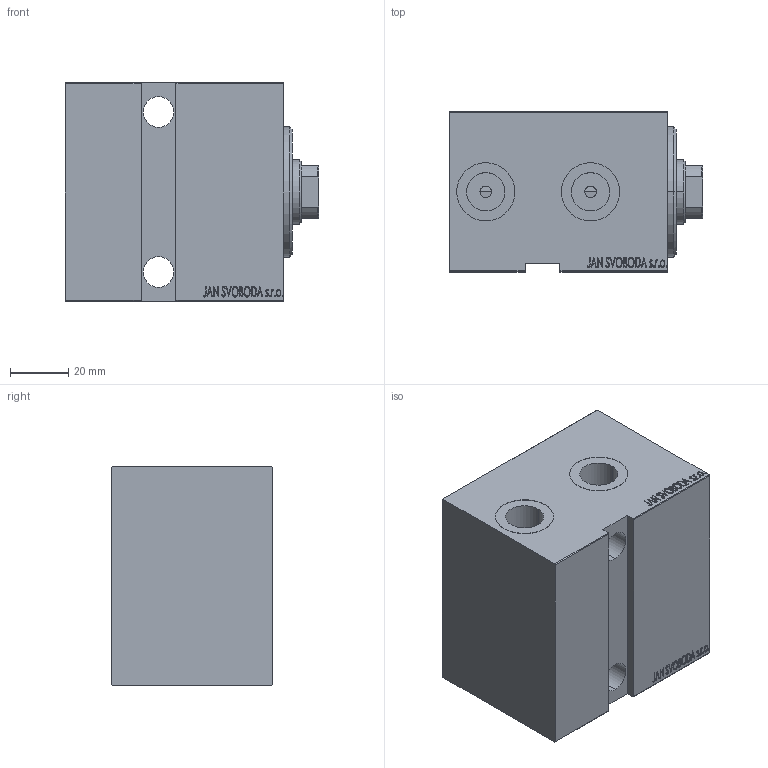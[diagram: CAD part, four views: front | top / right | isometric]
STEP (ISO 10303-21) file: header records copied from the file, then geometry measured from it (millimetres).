
FILE_DESCRIPTION (( 'STEP AP203' ), '1' );
FILE_NAME ('35b3.STEP', '2024-02-12T15:37:12', ( '' ), ( '' ), 'SwSTEP 2.0', 'SolidWorks 2019', '' );
FILE_SCHEMA (( 'CONFIG_CONTROL_DESIGN' ));
Length unit declared in the file: millimetre
Products named in the file (4): V450CM_VC_B 3a5fbb8cd12f7ba619c60f8d33186951; V450CM_E_VCP 3a5fbb8cd12f7ba619c60f8d33186951; V450CM_E_Body 3a5fbb8cd12f7ba619c60f8d33186951; 35b3
Assembly tree (3 placements, depth 2):
  35b3
    V450CM_E_Body 3a5fbb8cd12f7ba619c60f8d33186951
    V450CM_E_VCP 3a5fbb8cd12f7ba619c60f8d33186951
    V450CM_VC_B 3a5fbb8cd12f7ba619c60f8d33186951
Bounding box: 87 x 55 x 75 mm (x, y, z)
Volume: 286194.1 mm3; surface area: 53047.3 mm2
Topology: 3 solids, 3 shells, 843 faces, 2174 edges, 1441 vertices
Faces by surface type: plane 407, bspline 380, cylinder 42, cone 14
Entity records: 42872 total; most frequent: CARTESIAN_POINT 24430, ORIENTED_EDGE 4344, DIRECTION 2434, EDGE_CURVE 2172, VERTEX_POINT 1441, VECTOR 1304, LINE 1304, EDGE_LOOP 959
